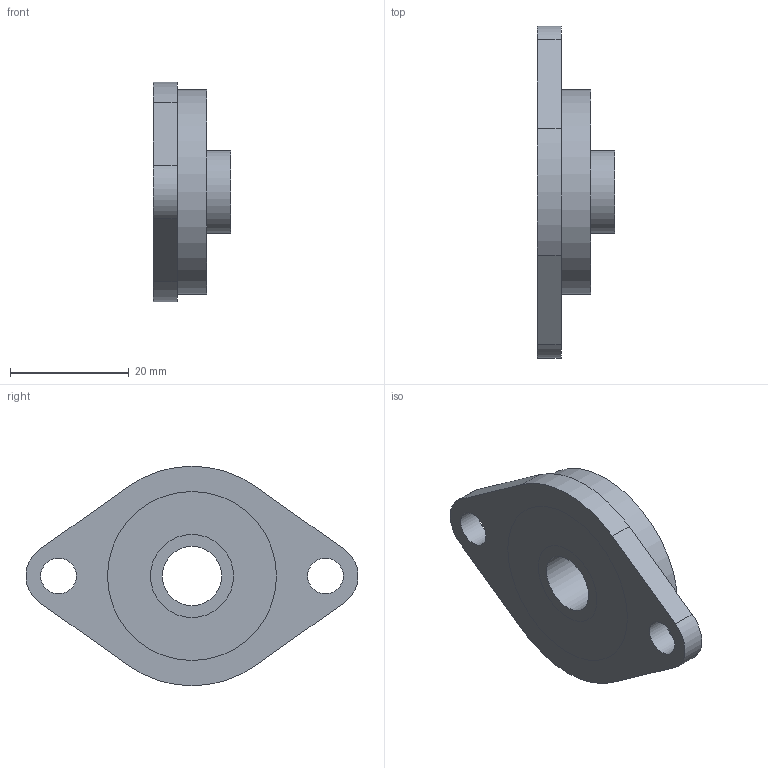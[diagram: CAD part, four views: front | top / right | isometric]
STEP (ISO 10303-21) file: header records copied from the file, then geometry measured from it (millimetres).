
FILE_DESCRIPTION(/* description */ (''),/* implementation_level */ '2;1');
FILE_NAME(/* name */ 'Flange Bearing 10mm.step',/* time_stamp */ '2023-08-14T18:42:48+05:30',/* author */ (''),/* organization */ (''),/* preprocessor_version */ 'ST-DEVELOPER v20',/* originating_system */ 'Autodesk Translation Framework v12.9.0.99',/* authorisation */ '');
FILE_SCHEMA (('AUTOMOTIVE_DESIGN { 1 0 10303 214 3 1 1 }'));
Length unit declared in the file: millimetre
Products named in the file (1): Flange Bearing 10mm
Bounding box: 13 x 55.96 x 37 mm (x, y, z)
Volume: 8518.3 mm3; surface area: 6425.2 mm2
Topology: 3 solids, 3 shells, 23 faces, 48 edges, 32 vertices
Faces by surface type: cylinder 12, plane 11
Full cylindrical faces by diameter (mm): 6 x2, 10 x1, 14 x2, 28.5 x2, 34.5 x1
Entity records: 691 total; most frequent: DIRECTION 120, CARTESIAN_POINT 104, ORIENTED_EDGE 96, EDGE_CURVE 48, AXIS2_PLACEMENT_3D 48, EDGE_LOOP 34, VERTEX_POINT 32, LINE 24
